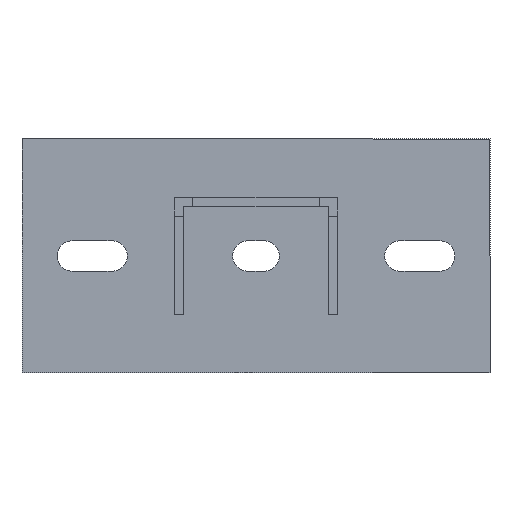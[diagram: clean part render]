
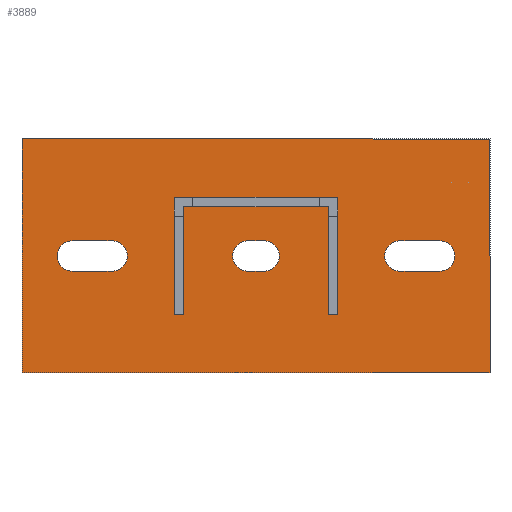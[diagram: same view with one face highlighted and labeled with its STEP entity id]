
A CAD part, front view. The second image highlights one B-rep face of the part: STEP entity #3889.
In plain terms, the highlighted face is planar.
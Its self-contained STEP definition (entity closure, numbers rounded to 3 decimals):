
#26 = VERTEX_POINT ( 'NONE', #3113 ) ;
#126 = ORIENTED_EDGE ( 'NONE', *, *, #5042, .T. ) ;
#246 = CARTESIAN_POINT ( 'NONE',  ( -100., 0., 50. ) ) ;
#295 = EDGE_CURVE ( 'NONE', #4166, #26, #3902, .T. ) ;
#314 = CIRCLE ( 'NONE', #4632, 6.5 ) ;
#380 = ORIENTED_EDGE ( 'NONE', *, *, #1750, .F. ) ;
#381 = CARTESIAN_POINT ( 'NONE',  ( 100., 0., -35. ) ) ;
#405 = DIRECTION ( 'NONE',  ( -1., 0., 0. ) ) ;
#443 = EDGE_CURVE ( 'NONE', #1867, #4927, #1155, .T. ) ;
#510 = DIRECTION ( 'NONE',  ( 1., 0., 0. ) ) ;
#626 = ORIENTED_EDGE ( 'NONE', *, *, #2742, .F. ) ;
#648 = PLANE ( 'NONE',  #5379 ) ;
#649 = CIRCLE ( 'NONE', #1483, 6.5 ) ;
#742 = CARTESIAN_POINT ( 'NONE',  ( 78.5, 0., 0. ) ) ;
#774 = LINE ( 'NONE', #1868, #1572 ) ;
#839 = VERTEX_POINT ( 'NONE', #4926 ) ;
#880 = DIRECTION ( 'NONE',  ( 0., 0., 1. ) ) ;
#885 = DIRECTION ( 'NONE',  ( 0., 1., 0. ) ) ;
#909 = DIRECTION ( 'NONE',  ( 0., 0., 1. ) ) ;
#951 = VERTEX_POINT ( 'NONE', #3646 ) ;
#1009 = CARTESIAN_POINT ( 'NONE',  ( -61.5, 0., 0. ) ) ;
#1064 = DIRECTION ( 'NONE',  ( 0., 0., -1. ) ) ;
#1099 = ORIENTED_EDGE ( 'NONE', *, *, #1703, .F. ) ;
#1107 = EDGE_CURVE ( 'NONE', #26, #2298, #3558, .T. ) ;
#1155 = LINE ( 'NONE', #3429, #2687 ) ;
#1196 = DIRECTION ( 'NONE',  ( 0., 0., -1. ) ) ;
#1209 = VECTOR ( 'NONE', #510, 1000. ) ;
#1241 = EDGE_CURVE ( 'NONE', #3990, #4845, #3026, .T. ) ;
#1304 = DIRECTION ( 'NONE',  ( 0., 0., 1. ) ) ;
#1339 = CARTESIAN_POINT ( 'NONE',  ( -3.5, 0., 0. ) ) ;
#1483 = AXIS2_PLACEMENT_3D ( 'NONE', #1009, #2341, #2753 ) ;
#1511 = EDGE_CURVE ( 'NONE', #951, #839, #314, .T. ) ;
#1561 = CARTESIAN_POINT ( 'NONE',  ( -100., 0., -35. ) ) ;
#1572 = VECTOR ( 'NONE', #4809, 1000. ) ;
#1602 = EDGE_CURVE ( 'NONE', #1906, #5268, #3298, .T. ) ;
#1612 = FACE_OUTER_BOUND ( 'NONE', #3430, .T. ) ;
#1640 = VECTOR ( 'NONE', #405, 1000. ) ;
#1657 = VECTOR ( 'NONE', #1196, 1000. ) ;
#1682 = AXIS2_PLACEMENT_3D ( 'NONE', #742, #3274, #2803 ) ;
#1694 = CARTESIAN_POINT ( 'NONE',  ( -78.5, 0., 6.5 ) ) ;
#1703 = EDGE_CURVE ( 'NONE', #4845, #1923, #774, .T. ) ;
#1750 = EDGE_CURVE ( 'NONE', #5268, #951, #1911, .T. ) ;
#1780 = CARTESIAN_POINT ( 'NONE',  ( -78.5, 0., -6.5 ) ) ;
#1782 = DIRECTION ( 'NONE',  ( -1., 0., 0. ) ) ;
#1867 = VERTEX_POINT ( 'NONE', #2386 ) ;
#1868 = CARTESIAN_POINT ( 'NONE',  ( -78.5, 0., 6.5 ) ) ;
#1906 = VERTEX_POINT ( 'NONE', #3585 ) ;
#1911 = LINE ( 'NONE', #5293, #2949 ) ;
#1923 = VERTEX_POINT ( 'NONE', #2808 ) ;
#2104 = CARTESIAN_POINT ( 'NONE',  ( -78.5, 0., -6.5 ) ) ;
#2174 = ORIENTED_EDGE ( 'NONE', *, *, #1602, .F. ) ;
#2177 = DIRECTION ( 'NONE',  ( -1., 0., 0. ) ) ;
#2179 = EDGE_LOOP ( 'NONE', ( #380, #2174, #4887, #4730 ) ) ;
#2241 = LINE ( 'NONE', #3102, #3550 ) ;
#2262 = CARTESIAN_POINT ( 'NONE',  ( 61.5, 0., -6.5 ) ) ;
#2298 = VERTEX_POINT ( 'NONE', #246 ) ;
#2341 = DIRECTION ( 'NONE',  ( 0., 1., 0. ) ) ;
#2342 = ORIENTED_EDGE ( 'NONE', *, *, #1107, .T. ) ;
#2386 = CARTESIAN_POINT ( 'NONE',  ( 78.5, 0., -6.5 ) ) ;
#2428 = DIRECTION ( 'NONE',  ( 0., 0., 1. ) ) ;
#2570 = DIRECTION ( 'NONE',  ( 0., 0., 1. ) ) ;
#2605 = DIRECTION ( 'NONE',  ( 0., 1., 0. ) ) ;
#2626 = ORIENTED_EDGE ( 'NONE', *, *, #295, .T. ) ;
#2687 = VECTOR ( 'NONE', #1782, 1000. ) ;
#2703 = LINE ( 'NONE', #381, #1657 ) ;
#2740 = DIRECTION ( 'NONE',  ( 1., 0., 0. ) ) ;
#2741 = DIRECTION ( 'NONE',  ( 1., 0., 0. ) ) ;
#2742 = EDGE_CURVE ( 'NONE', #4196, #3990, #4691, .T. ) ;
#2753 = DIRECTION ( 'NONE',  ( 0., 0., 1. ) ) ;
#2758 = CARTESIAN_POINT ( 'NONE',  ( -74.019, 0., 50. ) ) ;
#2777 = EDGE_CURVE ( 'NONE', #4927, #4320, #3379, .T. ) ;
#2803 = DIRECTION ( 'NONE',  ( 0., 0., 1. ) ) ;
#2808 = CARTESIAN_POINT ( 'NONE',  ( -61.5, 0., 6.5 ) ) ;
#2916 = EDGE_CURVE ( 'NONE', #1923, #4196, #649, .T. ) ;
#2940 = CARTESIAN_POINT ( 'NONE',  ( 61.5, 0., 6.5 ) ) ;
#2949 = VECTOR ( 'NONE', #2741, 1000. ) ;
#3026 = CIRCLE ( 'NONE', #4384, 6.5 ) ;
#3101 = EDGE_CURVE ( 'NONE', #3248, #4166, #2703, .T. ) ;
#3102 = CARTESIAN_POINT ( 'NONE',  ( -3.5, 0., -6.5 ) ) ;
#3113 = CARTESIAN_POINT ( 'NONE',  ( -100., 0., -50. ) ) ;
#3222 = VERTEX_POINT ( 'NONE', #5427 ) ;
#3248 = VERTEX_POINT ( 'NONE', #3425 ) ;
#3274 = DIRECTION ( 'NONE',  ( 0., 1., 0. ) ) ;
#3298 = CIRCLE ( 'NONE', #5196, 6.5 ) ;
#3319 = ORIENTED_EDGE ( 'NONE', *, *, #5416, .F. ) ;
#3372 = CARTESIAN_POINT ( 'NONE',  ( -74.019, 0., -50. ) ) ;
#3379 = CIRCLE ( 'NONE', #3590, 6.5 ) ;
#3423 = VECTOR ( 'NONE', #2740, 1000. ) ;
#3425 = CARTESIAN_POINT ( 'NONE',  ( 100., 0., 50. ) ) ;
#3429 = CARTESIAN_POINT ( 'NONE',  ( 61.5, 0., -6.5 ) ) ;
#3430 = EDGE_LOOP ( 'NONE', ( #2626, #2342, #126, #3778 ) ) ;
#3435 = CARTESIAN_POINT ( 'NONE',  ( -78.5, 0., 0. ) ) ;
#3466 = ORIENTED_EDGE ( 'NONE', *, *, #3608, .F. ) ;
#3484 = EDGE_LOOP ( 'NONE', ( #1099, #5094, #626, #5135 ) ) ;
#3550 = VECTOR ( 'NONE', #4375, 1000. ) ;
#3558 = LINE ( 'NONE', #1561, #3903 ) ;
#3585 = CARTESIAN_POINT ( 'NONE',  ( -3.5, 0., -6.5 ) ) ;
#3590 = AXIS2_PLACEMENT_3D ( 'NONE', #4312, #2605, #880 ) ;
#3596 = FACE_BOUND ( 'NONE', #5401, .T. ) ;
#3608 = EDGE_CURVE ( 'NONE', #4320, #3222, #4445, .T. ) ;
#3616 = CARTESIAN_POINT ( 'NONE',  ( 100., 0., -50. ) ) ;
#3646 = CARTESIAN_POINT ( 'NONE',  ( 3.5, 0., 6.5 ) ) ;
#3746 = FACE_BOUND ( 'NONE', #3484, .T. ) ;
#3778 = ORIENTED_EDGE ( 'NONE', *, *, #3101, .T. ) ;
#3790 = CARTESIAN_POINT ( 'NONE',  ( 100., 0., -50. ) ) ;
#3855 = CARTESIAN_POINT ( 'NONE',  ( 3.5, 0., 0. ) ) ;
#3879 = FACE_BOUND ( 'NONE', #2179, .T. ) ;
#3889 = ADVANCED_FACE ( 'NONE', ( #3596, #3879, #3746, #1612 ), #648, .F. ) ;
#3902 = LINE ( 'NONE', #3372, #1640 ) ;
#3903 = VECTOR ( 'NONE', #2428, 1000. ) ;
#3990 = VERTEX_POINT ( 'NONE', #2104 ) ;
#4166 = VERTEX_POINT ( 'NONE', #3790 ) ;
#4188 = ORIENTED_EDGE ( 'NONE', *, *, #443, .F. ) ;
#4196 = VERTEX_POINT ( 'NONE', #5008 ) ;
#4312 = CARTESIAN_POINT ( 'NONE',  ( 61.5, 0., 0. ) ) ;
#4320 = VERTEX_POINT ( 'NONE', #4669 ) ;
#4375 = DIRECTION ( 'NONE',  ( -1., 0., 0. ) ) ;
#4384 = AXIS2_PLACEMENT_3D ( 'NONE', #3435, #885, #2570 ) ;
#4445 = LINE ( 'NONE', #2940, #1209 ) ;
#4452 = DIRECTION ( 'NONE',  ( 0., -1., 0. ) ) ;
#4458 = EDGE_CURVE ( 'NONE', #839, #1906, #2241, .T. ) ;
#4488 = VECTOR ( 'NONE', #2177, 1000. ) ;
#4540 = ORIENTED_EDGE ( 'NONE', *, *, #2777, .F. ) ;
#4632 = AXIS2_PLACEMENT_3D ( 'NONE', #3855, #5133, #909 ) ;
#4643 = DIRECTION ( 'NONE',  ( 0., 1., 0. ) ) ;
#4669 = CARTESIAN_POINT ( 'NONE',  ( 61.5, 0., 6.5 ) ) ;
#4691 = LINE ( 'NONE', #1780, #4488 ) ;
#4730 = ORIENTED_EDGE ( 'NONE', *, *, #1511, .F. ) ;
#4809 = DIRECTION ( 'NONE',  ( 1., 0., 0. ) ) ;
#4845 = VERTEX_POINT ( 'NONE', #1694 ) ;
#4887 = ORIENTED_EDGE ( 'NONE', *, *, #4458, .F. ) ;
#4926 = CARTESIAN_POINT ( 'NONE',  ( 3.5, 0., -6.5 ) ) ;
#4927 = VERTEX_POINT ( 'NONE', #2262 ) ;
#4999 = LINE ( 'NONE', #2758, #3423 ) ;
#5008 = CARTESIAN_POINT ( 'NONE',  ( -61.5, 0., -6.5 ) ) ;
#5042 = EDGE_CURVE ( 'NONE', #2298, #3248, #4999, .T. ) ;
#5094 = ORIENTED_EDGE ( 'NONE', *, *, #1241, .F. ) ;
#5133 = DIRECTION ( 'NONE',  ( 0., 1., 0. ) ) ;
#5135 = ORIENTED_EDGE ( 'NONE', *, *, #2916, .F. ) ;
#5196 = AXIS2_PLACEMENT_3D ( 'NONE', #1339, #4643, #1304 ) ;
#5268 = VERTEX_POINT ( 'NONE', #5334 ) ;
#5293 = CARTESIAN_POINT ( 'NONE',  ( -3.5, 0., 6.5 ) ) ;
#5334 = CARTESIAN_POINT ( 'NONE',  ( -3.5, 0., 6.5 ) ) ;
#5379 = AXIS2_PLACEMENT_3D ( 'NONE', #3616, #4452, #1064 ) ;
#5401 = EDGE_LOOP ( 'NONE', ( #3466, #4540, #4188, #3319 ) ) ;
#5416 = EDGE_CURVE ( 'NONE', #3222, #1867, #5457, .T. ) ;
#5427 = CARTESIAN_POINT ( 'NONE',  ( 78.5, 0., 6.5 ) ) ;
#5457 = CIRCLE ( 'NONE', #1682, 6.5 ) ;
